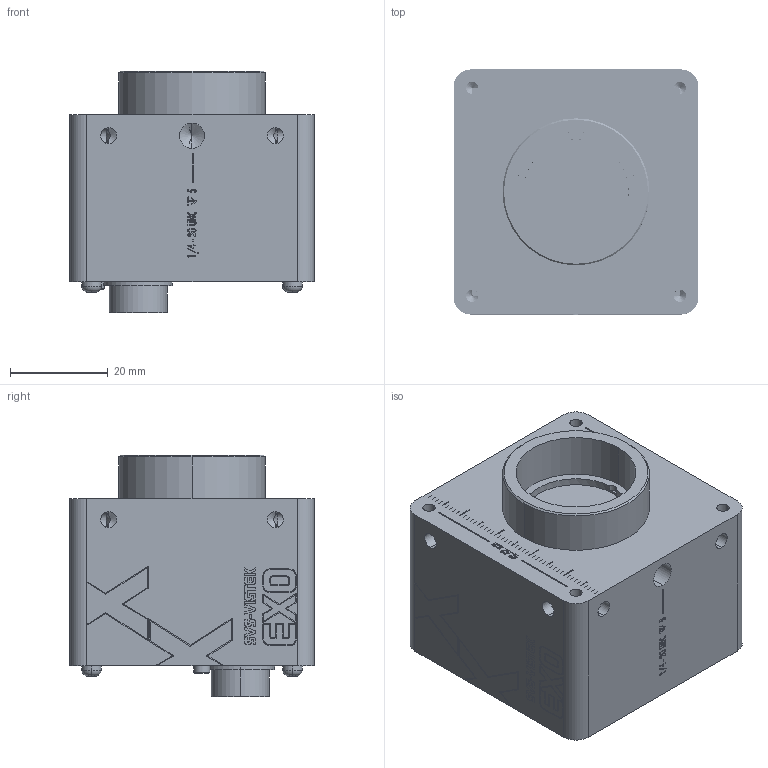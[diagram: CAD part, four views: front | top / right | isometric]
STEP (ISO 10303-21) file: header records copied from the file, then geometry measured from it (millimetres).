
FILE_DESCRIPTION (( 'STEP AP214' ), '1' );
FILE_NAME ('F001685-02007 EXO250MU3_CID.STEP', '2018-08-22T06:19:14', ( '' ), ( '' ), 'SwSTEP 2.0', 'SolidWorks 2014', '' );
FILE_SCHEMA (( 'AUTOMOTIVE_DESIGN' ));
Length unit declared in the file: millimetre
Products named in the file (13): E002585-02001 EXO Frontplatte IMX25x - mit Laserbeschriftung_EXO Frontplatte IMX25x; E004012-01001_Deckglas_d24x1; E002640-02001 Filterhalter C-Mount Sternform mit Elox und Gleitlack; Dichtung_IMX25x; N000061-00000 Schraube M2x12 Torx ISO14583_M2x08; E002082 Lichtleiter Mentor 1282.2000; N000069-00000 Druckfeder VD_145A_2; F001685-02007 EXO250MU3_CID; E000002-02001 Abstandshalter M2x5_Abstandshalter M2x5; N000068-00000 Abstandsbolzen M2x8_Abstandshalter M2x8; E002464-01001 EXO Kühlblech FPGA USB3; E002081-01001 Connector HRS10A-12R-12PB; E002394-02001 EXO Rückplatte U3V
Assembly tree (24 placements, depth 2):
  F001685-02007 EXO250MU3_CID
    E002585-02001 EXO Frontplatte IMX25x - mit Laserbeschriftung_EXO Frontplatte IMX25x
    E004012-01001_Deckglas_d24x1
    E002640-02001 Filterhalter C-Mount Sternform mit Elox und Gleitlack
    Dichtung_IMX25x
    E000002-02001 Abstandshalter M2x5_Abstandshalter M2x5  x4
    E002464-01001 EXO Kühlblech FPGA USB3
    N000068-00000 Abstandsbolzen M2x8_Abstandshalter M2x8  x4
    E002394-02001 EXO Rückplatte U3V
    N000069-00000 Druckfeder VD_145A_2  x4
    E002081-01001 Connector HRS10A-12R-12PB
    E002082 Lichtleiter Mentor 1282.2000
    N000061-00000 Schraube M2x12 Torx ISO14583_M2x08  x4
Bounding box: 50 x 50 x 49.27 mm (x, y, z)
Volume: 33476.8 mm3; surface area: 35858.3 mm2
Topology: 38 solids, 38 shells, 3901 faces, 9864 edges, 6251 vertices
Faces by surface type: plane 1667, bspline 1079, cylinder 651, cone 468, sphere 24, torus 12
Entity records: 145512 total; most frequent: CARTESIAN_POINT 52314, ORIENTED_EDGE 15508, DIRECTION 10973, EDGE_CURVE 7754, VERTEX_POINT 5075, VECTOR 4953, LINE 4953, EDGE_LOOP 3303
